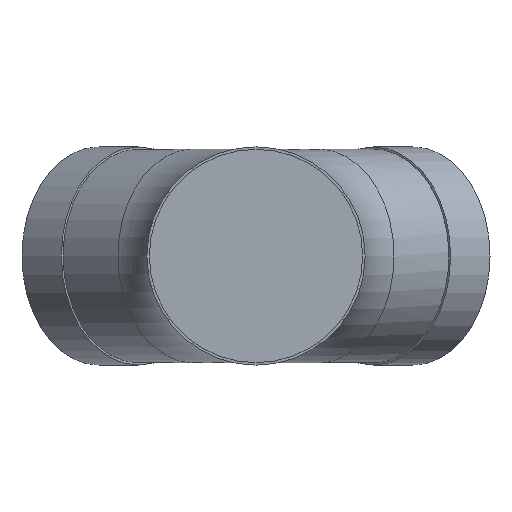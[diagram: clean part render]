
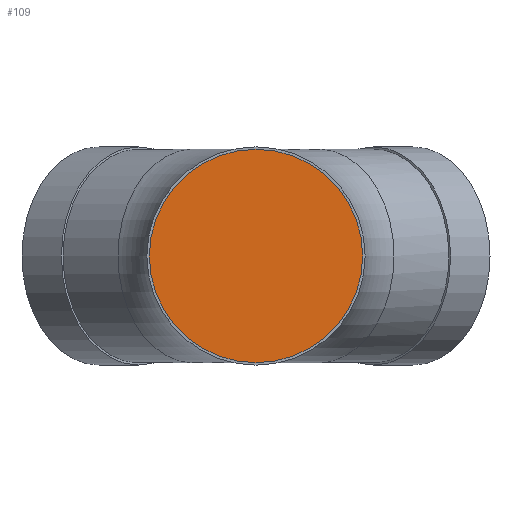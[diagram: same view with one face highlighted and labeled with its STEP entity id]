
A CAD part, front view. The second image highlights one B-rep face of the part: STEP entity #109.
In plain terms, the highlighted planar face has unit normal (0, -1, 0).
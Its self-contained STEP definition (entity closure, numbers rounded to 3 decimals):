
#109 = ADVANCED_FACE( '', ( #222 ), #223, .T. );
#222 = FACE_OUTER_BOUND( '', #326, .T. );
#223 = PLANE( '', #327 );
#326 = EDGE_LOOP( '', ( #470 ) );
#327 = AXIS2_PLACEMENT_3D( '', #471, #472, #473 );
#470 = ORIENTED_EDGE( '', *, *, #530, .T. );
#471 = CARTESIAN_POINT( '', ( 0., 40., 0. ) );
#472 = DIRECTION( '', ( 0., -1., 0. ) );
#473 = DIRECTION( '', ( 0., 0., -1. ) );
#530 = EDGE_CURVE( '', #602, #602, #603, .T. );
#602 = VERTEX_POINT( '', #746 );
#603 = CIRCLE( '', #747, 80. );
#746 = CARTESIAN_POINT( '', ( 0., 40., -80. ) );
#747 = AXIS2_PLACEMENT_3D( '', #891, #892, #893 );
#891 = CARTESIAN_POINT( '', ( 0., 40., 0. ) );
#892 = DIRECTION( '', ( 0., -1., 0. ) );
#893 = DIRECTION( '', ( 0., 0., -1. ) );
